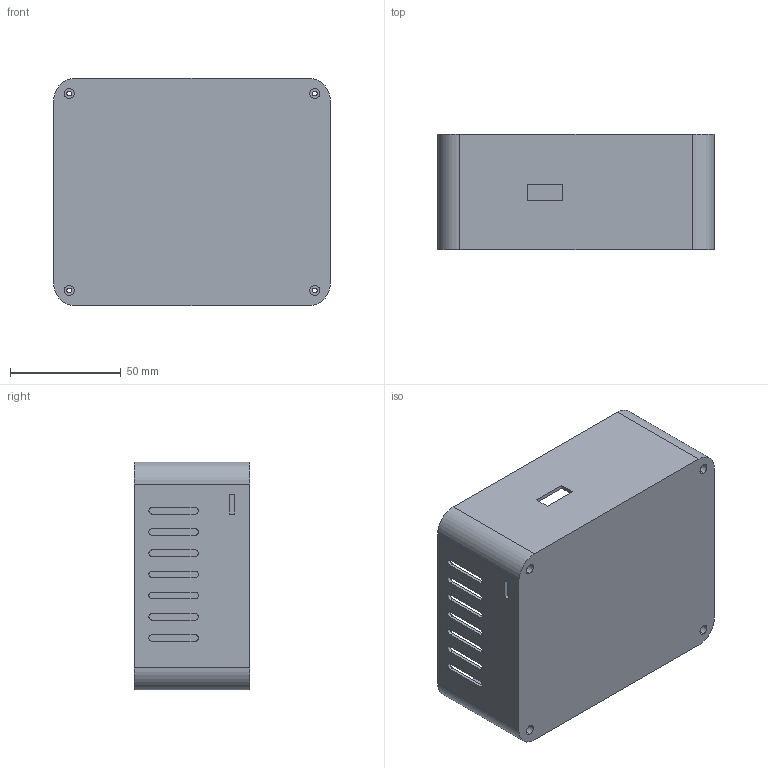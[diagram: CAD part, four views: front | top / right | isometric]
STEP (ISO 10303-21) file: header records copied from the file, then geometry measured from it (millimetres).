
FILE_DESCRIPTION (( 'STEP AP214' ), '1' );
FILE_NAME ('MHA_case_2.0_main.STEP', '2019-10-21T07:28:47', ( '' ), ( '' ), 'SwSTEP 2.0', 'SolidWorks 2019', '' );
FILE_SCHEMA (( 'AUTOMOTIVE_DESIGN' ));
Length unit declared in the file: millimetre
Products named in the file (1): MHA_case_2.0_main
Bounding box: 125 x 52 x 103 mm (x, y, z)
Volume: 65727.9 mm3; surface area: 77534.2 mm2
Topology: 2 solids, 2 shells, 205 faces, 555 edges, 366 vertices
Faces by surface type: plane 115, cylinder 86, torus 4
Entity records: 6623 total; most frequent: DIRECTION 1146, CARTESIAN_POINT 1145, ORIENTED_EDGE 1110, EDGE_CURVE 555, AXIS2_PLACEMENT_3D 387, LINE 372, VECTOR 372, VERTEX_POINT 366
